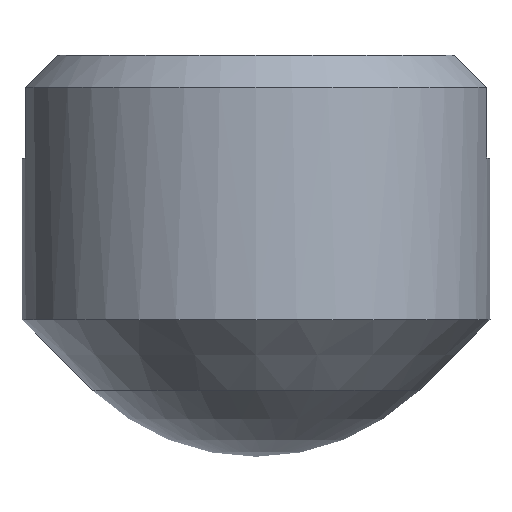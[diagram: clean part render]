
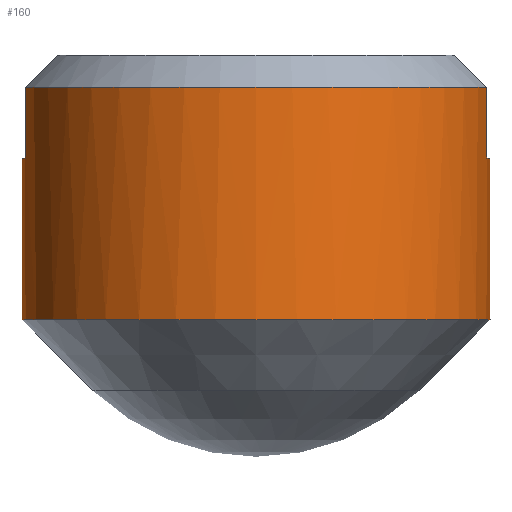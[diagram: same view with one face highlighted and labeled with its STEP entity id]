
A CAD part, left-side view. The second image highlights one B-rep face of the part: STEP entity #160.
In plain terms, the highlighted cylindrical face has radius 5.55 mm (diameter 11.1 mm), a full revolution.
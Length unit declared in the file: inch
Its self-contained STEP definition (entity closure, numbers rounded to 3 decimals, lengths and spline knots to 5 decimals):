
#15=CYLINDRICAL_SURFACE('',#180,0.2185);
#18=FACE_BOUND('',#51,.T.);
#22=CIRCLE('',#165,0.2185);
#23=CIRCLE('',#166,0.2185);
#26=CIRCLE('',#173,0.2185);
#27=CIRCLE('',#175,0.2185);
#28=CIRCLE('',#177,0.2185);
#39=FACE_OUTER_BOUND('',#50,.T.);
#50=EDGE_LOOP('',(#137,#138,#139,#140,#141,#142,#143,#144));
#51=EDGE_LOOP('',(#145));
#56=LINE('',#231,#64);
#58=LINE('',#235,#66);
#61=LINE('',#253,#69);
#63=LINE('',#264,#71);
#64=VECTOR('',#185,0.066);
#66=VECTOR('',#187,0.066);
#69=VECTOR('',#198,0.066);
#71=VECTOR('',#200,0.066);
#72=VERTEX_POINT('',#229);
#73=VERTEX_POINT('',#230);
#74=VERTEX_POINT('',#232);
#75=VERTEX_POINT('',#234);
#78=VERTEX_POINT('',#246);
#79=VERTEX_POINT('',#248);
#80=VERTEX_POINT('',#252);
#83=VERTEX_POINT('',#260);
#84=VERTEX_POINT('',#274);
#86=EDGE_CURVE('',#72,#73,#56,.T.);
#88=EDGE_CURVE('',#75,#74,#58,.T.);
#92=EDGE_CURVE('',#78,#72,#22,.T.);
#94=EDGE_CURVE('',#74,#79,#23,.T.);
#95=EDGE_CURVE('',#80,#78,#61,.T.);
#99=EDGE_CURVE('',#79,#83,#63,.T.);
#102=EDGE_CURVE('',#80,#83,#26,.T.);
#103=EDGE_CURVE('',#75,#73,#27,.T.);
#104=EDGE_CURVE('',#84,#84,#28,.T.);
#137=ORIENTED_EDGE('',*,*,#86,.T.);
#138=ORIENTED_EDGE('',*,*,#103,.F.);
#139=ORIENTED_EDGE('',*,*,#88,.T.);
#140=ORIENTED_EDGE('',*,*,#94,.T.);
#141=ORIENTED_EDGE('',*,*,#99,.T.);
#142=ORIENTED_EDGE('',*,*,#102,.F.);
#143=ORIENTED_EDGE('',*,*,#95,.T.);
#144=ORIENTED_EDGE('',*,*,#92,.T.);
#145=ORIENTED_EDGE('',*,*,#104,.T.);
#160=ADVANCED_FACE('',(#39,#18),#15,.T.);
#165=AXIS2_PLACEMENT_3D('',#247,#191,#192);
#166=AXIS2_PLACEMENT_3D('',#250,#194,#195);
#173=AXIS2_PLACEMENT_3D('',#270,#211,#212);
#175=AXIS2_PLACEMENT_3D('',#272,#215,#216);
#177=AXIS2_PLACEMENT_3D('',#275,#219,#220);
#180=AXIS2_PLACEMENT_3D('',#279,#225,#226);
#185=DIRECTION('',(0.,0.,1.));
#187=DIRECTION('',(0.,0.,-1.));
#191=DIRECTION('center_axis',(0.,0.,-1.));
#192=DIRECTION('ref_axis',(-1.,0.,0.));
#194=DIRECTION('center_axis',(0.,0.,-1.));
#195=DIRECTION('ref_axis',(-1.,0.,0.));
#198=DIRECTION('',(0.,0.,-1.));
#200=DIRECTION('',(0.,0.,1.));
#211=DIRECTION('center_axis',(0.,0.,1.));
#212=DIRECTION('ref_axis',(-1.,0.,0.));
#215=DIRECTION('center_axis',(0.,0.,1.));
#216=DIRECTION('ref_axis',(-1.,0.,0.));
#219=DIRECTION('center_axis',(0.,0.,1.));
#220=DIRECTION('ref_axis',(-1.,0.,0.));
#225=DIRECTION('center_axis',(0.,0.,-1.));
#226=DIRECTION('ref_axis',(-1.,0.,0.));
#229=CARTESIAN_POINT('',(0.036,0.21551,-0.096));
#230=CARTESIAN_POINT('',(0.036,0.21551,-0.03));
#231=CARTESIAN_POINT('',(0.036,0.21551,0.));
#232=CARTESIAN_POINT('',(0.036,-0.21551,-0.096));
#234=CARTESIAN_POINT('',(0.036,-0.21551,-0.03));
#235=CARTESIAN_POINT('',(0.036,-0.21551,0.));
#246=CARTESIAN_POINT('',(-0.036,0.21551,-0.096));
#247=CARTESIAN_POINT('Origin',(0.,0.,-0.096));
#248=CARTESIAN_POINT('',(-0.036,-0.21551,-0.096));
#250=CARTESIAN_POINT('Origin',(0.,0.,-0.096));
#252=CARTESIAN_POINT('',(-0.036,0.21551,-0.03));
#253=CARTESIAN_POINT('',(-0.036,0.21551,0.));
#260=CARTESIAN_POINT('',(-0.036,-0.21551,-0.03));
#264=CARTESIAN_POINT('',(-0.036,-0.21551,0.));
#270=CARTESIAN_POINT('Origin',(0.,0.,-0.03));
#272=CARTESIAN_POINT('Origin',(0.,0.,-0.03));
#274=CARTESIAN_POINT('',(0.2185,0.,-0.24718));
#275=CARTESIAN_POINT('Origin',(0.,0.,-0.24718));
#279=CARTESIAN_POINT('Origin',(0.,0.,0.));
